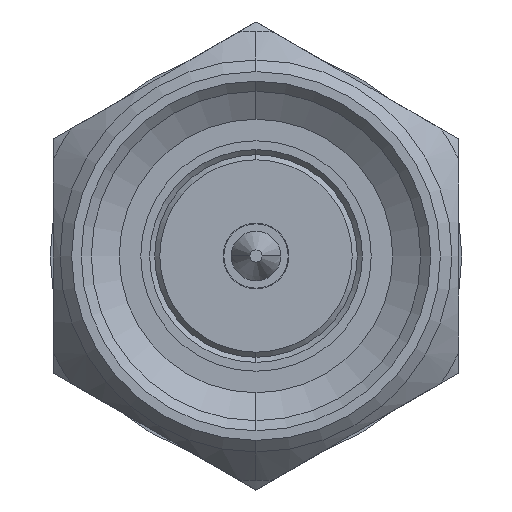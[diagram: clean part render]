
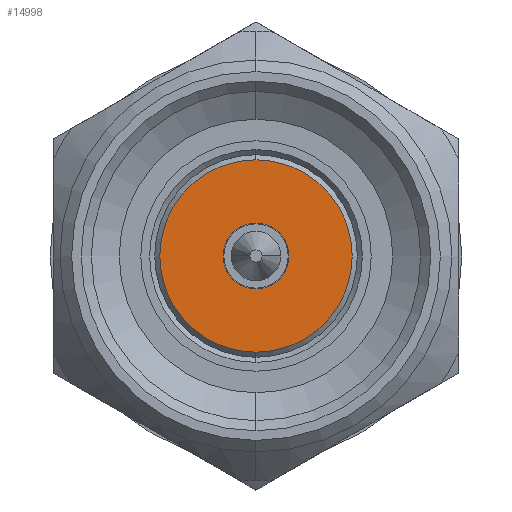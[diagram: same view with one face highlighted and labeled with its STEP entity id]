
A CAD part, left-side view. The second image highlights one B-rep face of the part: STEP entity #14998.
In plain terms, the highlighted face is planar.
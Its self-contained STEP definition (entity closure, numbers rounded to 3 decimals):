
#734 = DIRECTION ( 'NONE',  ( -1., 0., 0. ) ) ;
#946 = CIRCLE ( 'NONE', #15016, 0.65 ) ;
#1716 = DIRECTION ( 'NONE',  ( -1., 0., 0. ) ) ;
#3749 = VERTEX_POINT ( 'NONE', #18490 ) ;
#3947 = CARTESIAN_POINT ( 'NONE',  ( -2.9, 0., 0. ) ) ;
#5132 = CARTESIAN_POINT ( 'NONE',  ( -2.9, 0., 0. ) ) ;
#5584 = VERTEX_POINT ( 'NONE', #17562 ) ;
#5589 = EDGE_CURVE ( 'NONE', #5584, #3749, #23581, .T. ) ;
#5958 = DIRECTION ( 'NONE',  ( -1., 0., 0. ) ) ;
#6015 = CARTESIAN_POINT ( 'NONE',  ( -2.9, 0., 0. ) ) ;
#7612 = AXIS2_PLACEMENT_3D ( 'NONE', #5132, #1716, #16785 ) ;
#7681 = CARTESIAN_POINT ( 'NONE',  ( -2.9, 0., -0.65 ) ) ;
#7968 = EDGE_CURVE ( 'NONE', #23116, #11608, #20419, .T. ) ;
#8103 = DIRECTION ( 'NONE',  ( 0., 0., 1. ) ) ;
#8125 = DIRECTION ( 'NONE',  ( -1., 0., 0. ) ) ;
#10963 = AXIS2_PLACEMENT_3D ( 'NONE', #3947, #5958, #8103 ) ;
#11205 = ORIENTED_EDGE ( 'NONE', *, *, #5589, .F. ) ;
#11608 = VERTEX_POINT ( 'NONE', #16733 ) ;
#13072 = ORIENTED_EDGE ( 'NONE', *, *, #20030, .T. ) ;
#13764 = CARTESIAN_POINT ( 'NONE',  ( -2.9, 1.9, 0. ) ) ;
#14998 = ADVANCED_FACE ( 'NONE', ( #21517, #21389 ), #23532, .F. ) ;
#15016 = AXIS2_PLACEMENT_3D ( 'NONE', #15850, #734, #21345 ) ;
#15678 = DIRECTION ( 'NONE',  ( -1., 0., 0. ) ) ;
#15806 = DIRECTION ( 'NONE',  ( 0., 0., 1. ) ) ;
#15850 = CARTESIAN_POINT ( 'NONE',  ( -2.9, 0., 0. ) ) ;
#16125 = AXIS2_PLACEMENT_3D ( 'NONE', #13764, #8125, #23282 ) ;
#16733 = CARTESIAN_POINT ( 'NONE',  ( -2.9, 0., 0.65 ) ) ;
#16785 = DIRECTION ( 'NONE',  ( 0., 0., 1. ) ) ;
#17205 = EDGE_CURVE ( 'NONE', #3749, #5584, #21737, .T. ) ;
#17562 = CARTESIAN_POINT ( 'NONE',  ( -2.9, 0., -1.9 ) ) ;
#18112 = EDGE_LOOP ( 'NONE', ( #19115, #11205 ) ) ;
#18490 = CARTESIAN_POINT ( 'NONE',  ( -2.9, 0., 1.9 ) ) ;
#19115 = ORIENTED_EDGE ( 'NONE', *, *, #17205, .F. ) ;
#19520 = ORIENTED_EDGE ( 'NONE', *, *, #7968, .T. ) ;
#19977 = AXIS2_PLACEMENT_3D ( 'NONE', #6015, #15678, #15806 ) ;
#20030 = EDGE_CURVE ( 'NONE', #11608, #23116, #946, .T. ) ;
#20419 = CIRCLE ( 'NONE', #7612, 0.65 ) ;
#21345 = DIRECTION ( 'NONE',  ( 0., 0., 1. ) ) ;
#21389 = FACE_BOUND ( 'NONE', #24044, .T. ) ;
#21517 = FACE_OUTER_BOUND ( 'NONE', #18112, .T. ) ;
#21737 = CIRCLE ( 'NONE', #10963, 1.9 ) ;
#23116 = VERTEX_POINT ( 'NONE', #7681 ) ;
#23282 = DIRECTION ( 'NONE',  ( 0., 0., 1. ) ) ;
#23532 = PLANE ( 'NONE',  #16125 ) ;
#23581 = CIRCLE ( 'NONE', #19977, 1.9 ) ;
#24044 = EDGE_LOOP ( 'NONE', ( #13072, #19520 ) ) ;
